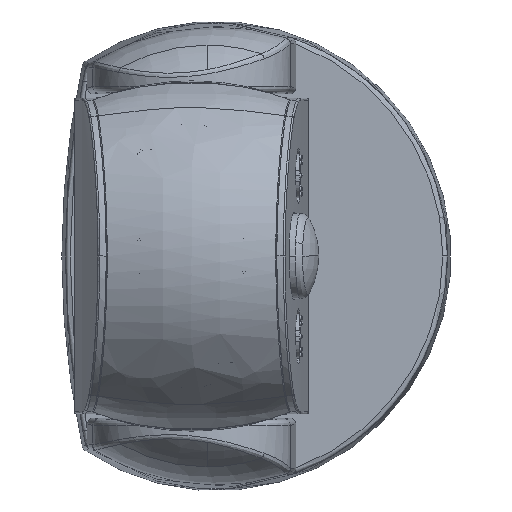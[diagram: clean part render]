
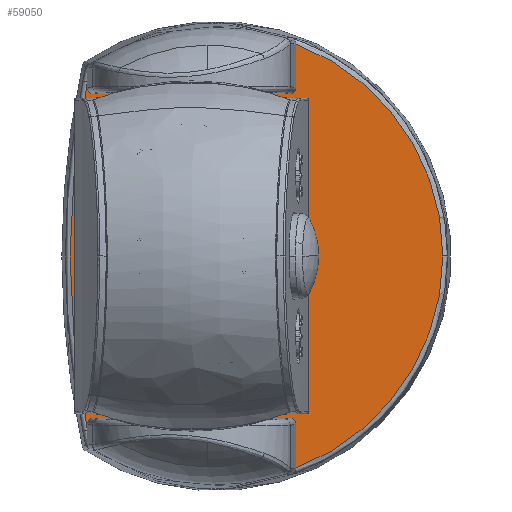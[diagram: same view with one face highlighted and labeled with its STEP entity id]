
A CAD part, front view. The second image highlights one B-rep face of the part: STEP entity #59050.
In plain terms, the highlighted face is planar.
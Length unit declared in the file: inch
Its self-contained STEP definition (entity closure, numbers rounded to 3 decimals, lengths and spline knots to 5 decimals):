
#2011 = CARTESIAN_POINT ( 'NONE',  ( 0.64827, 1.03346, -0.76969 ) ) ;
#3280 = CARTESIAN_POINT ( 'NONE',  ( 0.66459, 1.07282, -0.76969 ) ) ;
#4639 = CIRCLE ( 'NONE', #32485, 1.44397 ) ;
#5304 = DIRECTION ( 'NONE',  ( 0., 1., 0. ) ) ;
#5794 = ORIENTED_EDGE ( 'NONE', *, *, #53335, .F. ) ;
#6741 = EDGE_CURVE ( 'NONE', #55372, #68344, #18442, .T. ) ;
#11637 = AXIS2_PLACEMENT_3D ( 'NONE', #16773, #69551, #63585 ) ;
#11877 = EDGE_CURVE ( 'NONE', #39995, #26542, #54032, .T. ) ;
#12021 = CARTESIAN_POINT ( 'NONE',  ( 0.15846, 0., -0.76969 ) ) ;
#12378 = EDGE_CURVE ( 'NONE', #50252, #48471, #48964, .T. ) ;
#13947 = ORIENTED_EDGE ( 'NONE', *, *, #51811, .T. ) ;
#15490 = VERTEX_POINT ( 'NONE', #24702 ) ;
#16773 = CARTESIAN_POINT ( 'NONE',  ( 0.15846, 0., -0.76969 ) ) ;
#17452 = DIRECTION ( 'NONE',  ( -1., 0., 0. ) ) ;
#18442 =( BOUNDED_CURVE ( )  B_SPLINE_CURVE ( 3, ( #35862, #22806, #48200, #72409 ),
 .UNSPECIFIED., .F., .F. ) 
 B_SPLINE_CURVE_WITH_KNOTS ( ( 4, 4 ),
 ( 1.73603, 3.30637 ),
 .UNSPECIFIED. ) 
 CURVE ( )  GEOMETRIC_REPRESENTATION_ITEM ( )  RATIONAL_B_SPLINE_CURVE ( ( 1., 0.805, 0.805, 1. ) ) 
 REPRESENTATION_ITEM ( '' )  );
#18816 = DIRECTION ( 'NONE',  ( 1., 0., 0. ) ) ;
#19195 = CARTESIAN_POINT ( 'NONE',  ( 0.15846, 1.03346, -0.76969 ) ) ;
#20654 = AXIS2_PLACEMENT_3D ( 'NONE', #12021, #23925, #36557 ) ;
#21275 = LINE ( 'NONE', #45070, #55788 ) ;
#21672 = CARTESIAN_POINT ( 'NONE',  ( 4.87974, 0., -0.76969 ) ) ;
#22806 = CARTESIAN_POINT ( 'NONE',  ( 0.64827, -1.03346, -0.76969 ) ) ;
#23867 = CARTESIAN_POINT ( 'NONE',  ( -0.66459, 1.04976, -0.76969 ) ) ;
#23925 = DIRECTION ( 'NONE',  ( 0., 0., -1. ) ) ;
#24256 = CARTESIAN_POINT ( 'NONE',  ( -0.64827, 1.03346, -0.76969 ) ) ;
#24306 = CARTESIAN_POINT ( 'NONE',  ( 0.62518, -1.03346, -0.76969 ) ) ;
#24571 = EDGE_LOOP ( 'NONE', ( #35437, #13947, #29784, #28444, #5794, #69081, #39999, #77747, #29898, #24658, #75781, #54006, #76019 ) ) ;
#24658 = ORIENTED_EDGE ( 'NONE', *, *, #27384, .F. ) ;
#24666 = VERTEX_POINT ( 'NONE', #35787 ) ;
#24702 = CARTESIAN_POINT ( 'NONE',  ( -0.66459, 1.07282, -0.76969 ) ) ;
#24996 = CARTESIAN_POINT ( 'NONE',  ( 0.66459, -1.35237, -0.76969 ) ) ;
#26247 = CARTESIAN_POINT ( 'NONE',  ( 0.66459, 1.07282, -0.76969 ) ) ;
#26447 = DIRECTION ( 'NONE',  ( 0., 0., 1. ) ) ;
#26542 = VERTEX_POINT ( 'NONE', #31073 ) ;
#27384 = EDGE_CURVE ( 'NONE', #72177, #26542, #21275, .T. ) ;
#28415 =( BOUNDED_CURVE ( )  B_SPLINE_CURVE ( 3, ( #56411, #2011, #55622, #26247 ),
 .UNSPECIFIED., .F., .T. ) 
 B_SPLINE_CURVE_WITH_KNOTS ( ( 4, 4 ),
 ( 1.73603, 3.30637 ),
 .UNSPECIFIED. ) 
 CURVE ( )  GEOMETRIC_REPRESENTATION_ITEM ( )  RATIONAL_B_SPLINE_CURVE ( ( 1., 0.805, 0.805, 1. ) ) 
 REPRESENTATION_ITEM ( '' )  );
#28444 = ORIENTED_EDGE ( 'NONE', *, *, #72860, .F. ) ;
#29784 = ORIENTED_EDGE ( 'NONE', *, *, #68286, .T. ) ;
#29840 = FACE_OUTER_BOUND ( 'NONE', #24571, .T. ) ;
#29898 = ORIENTED_EDGE ( 'NONE', *, *, #11877, .T. ) ;
#31073 = CARTESIAN_POINT ( 'NONE',  ( -0.66459, -1.10882, -0.76969 ) ) ;
#31493 = EDGE_CURVE ( 'NONE', #15490, #39995, #77943, .T. ) ;
#31538 = CARTESIAN_POINT ( 'NONE',  ( 0.15846, -1.03346, -0.76969 ) ) ;
#32315 = CARTESIAN_POINT ( 'NONE',  ( -0.62518, 1.03346, -0.76969 ) ) ;
#32485 = AXIS2_PLACEMENT_3D ( 'NONE', #60683, #41623, #17452 ) ;
#35243 = VERTEX_POINT ( 'NONE', #71694 ) ;
#35437 = ORIENTED_EDGE ( 'NONE', *, *, #72891, .T. ) ;
#35620 = VERTEX_POINT ( 'NONE', #42592 ) ;
#35787 = CARTESIAN_POINT ( 'NONE',  ( 1.60244, 0., -0.76969 ) ) ;
#35862 = CARTESIAN_POINT ( 'NONE',  ( 0.62518, -1.03346, -0.76969 ) ) ;
#36499 = CARTESIAN_POINT ( 'NONE',  ( -0.66459, 1.07282, -0.76969 ) ) ;
#36557 = DIRECTION ( 'NONE',  ( 0., -1., 0. ) ) ;
#36903 = CIRCLE ( 'NONE', #11637, 1.44397 ) ;
#38293 = LINE ( 'NONE', #31538, #46289 ) ;
#39873 = CARTESIAN_POINT ( 'NONE',  ( 0.66459, 0., -0.76969 ) ) ;
#39887 = DIRECTION ( 'NONE',  ( -1., 0., 0. ) ) ;
#39995 = VERTEX_POINT ( 'NONE', #59397 ) ;
#39999 = ORIENTED_EDGE ( 'NONE', *, *, #47252, .F. ) ;
#41071 = DIRECTION ( 'NONE',  ( 0., -1., 0. ) ) ;
#41623 = DIRECTION ( 'NONE',  ( 0., 0., 1. ) ) ;
#41797 = CARTESIAN_POINT ( 'NONE',  ( -0.66459, 0., -0.76969 ) ) ;
#42585 = CARTESIAN_POINT ( 'NONE',  ( 0.62518, 1.03346, -0.76969 ) ) ;
#42592 = CARTESIAN_POINT ( 'NONE',  ( -0.62518, -1.03346, -0.76969 ) ) ;
#43606 = CARTESIAN_POINT ( 'NONE',  ( -0.66459, -1.04976, -0.76969 ) ) ;
#44527 = VERTEX_POINT ( 'NONE', #24996 ) ;
#45070 = CARTESIAN_POINT ( 'NONE',  ( -0.66459, 0., -0.76969 ) ) ;
#46289 = VECTOR ( 'NONE', #55801, 39.37008 ) ;
#47252 = EDGE_CURVE ( 'NONE', #15490, #50252, #75663, .T. ) ;
#48200 = CARTESIAN_POINT ( 'NONE',  ( 0.66459, -1.04976, -0.76969 ) ) ;
#48471 = VERTEX_POINT ( 'NONE', #42585 ) ;
#48813 = CARTESIAN_POINT ( 'NONE',  ( -0.66459, -1.07282, -0.76969 ) ) ;
#48964 = LINE ( 'NONE', #19195, #57965 ) ;
#50252 = VERTEX_POINT ( 'NONE', #32315 ) ;
#51811 = EDGE_CURVE ( 'NONE', #44527, #24666, #36903, .T. ) ;
#52086 = CARTESIAN_POINT ( 'NONE',  ( -0.66459, -1.07282, -0.76969 ) ) ;
#52190 = DIRECTION ( 'NONE',  ( 0., 1., 0. ) ) ;
#53335 = EDGE_CURVE ( 'NONE', #48471, #72027, #28415, .T. ) ;
#54006 = ORIENTED_EDGE ( 'NONE', *, *, #62988, .T. ) ;
#54032 = CIRCLE ( 'NONE', #74302, 5.65411 ) ;
#55372 = VERTEX_POINT ( 'NONE', #24306 ) ;
#55622 = CARTESIAN_POINT ( 'NONE',  ( 0.66459, 1.04976, -0.76969 ) ) ;
#55788 = VECTOR ( 'NONE', #63712, 39.37008 ) ;
#55801 = DIRECTION ( 'NONE',  ( 1., 0., 0. ) ) ;
#56411 = CARTESIAN_POINT ( 'NONE',  ( 0.62518, 1.03346, -0.76969 ) ) ;
#57748 = LINE ( 'NONE', #39873, #78593 ) ;
#57965 = VECTOR ( 'NONE', #18816, 39.37008 ) ;
#58765 = VECTOR ( 'NONE', #5304, 39.37008 ) ;
#59050 = ADVANCED_FACE ( 'NONE', ( #29840 ), #78278, .F. ) ;
#59397 = CARTESIAN_POINT ( 'NONE',  ( -0.66459, 1.10882, -0.76969 ) ) ;
#59703 =( BOUNDED_CURVE ( )  B_SPLINE_CURVE ( 3, ( #48813, #43606, #67830, #61874 ),
 .UNSPECIFIED., .F., .T. ) 
 B_SPLINE_CURVE_WITH_KNOTS ( ( 4, 4 ),
 ( 2.97682, 4.54716 ),
 .UNSPECIFIED. ) 
 CURVE ( )  GEOMETRIC_REPRESENTATION_ITEM ( )  RATIONAL_B_SPLINE_CURVE ( ( 1., 0.805, 0.805, 1. ) ) 
 REPRESENTATION_ITEM ( '' )  );
#60683 = CARTESIAN_POINT ( 'NONE',  ( 0.15846, 0., -0.76969 ) ) ;
#60794 = VECTOR ( 'NONE', #41071, 39.37008 ) ;
#61874 = CARTESIAN_POINT ( 'NONE',  ( -0.62518, -1.03346, -0.76969 ) ) ;
#62988 = EDGE_CURVE ( 'NONE', #35620, #55372, #38293, .T. ) ;
#63585 = DIRECTION ( 'NONE',  ( -1., 0., 0. ) ) ;
#63712 = DIRECTION ( 'NONE',  ( 0., -1., 0. ) ) ;
#64004 = EDGE_CURVE ( 'NONE', #72177, #35620, #59703, .T. ) ;
#66487 = LINE ( 'NONE', #77997, #60794 ) ;
#67830 = CARTESIAN_POINT ( 'NONE',  ( -0.64827, -1.03346, -0.76969 ) ) ;
#68286 = EDGE_CURVE ( 'NONE', #24666, #35243, #4639, .T. ) ;
#68344 = VERTEX_POINT ( 'NONE', #77358 ) ;
#69081 = ORIENTED_EDGE ( 'NONE', *, *, #12378, .F. ) ;
#69551 = DIRECTION ( 'NONE',  ( 0., 0., 1. ) ) ;
#71694 = CARTESIAN_POINT ( 'NONE',  ( 0.66459, 1.35237, -0.76969 ) ) ;
#72027 = VERTEX_POINT ( 'NONE', #3280 ) ;
#72177 = VERTEX_POINT ( 'NONE', #52086 ) ;
#72409 = CARTESIAN_POINT ( 'NONE',  ( 0.66459, -1.07282, -0.76969 ) ) ;
#72860 = EDGE_CURVE ( 'NONE', #72027, #35243, #57748, .T. ) ;
#72891 = EDGE_CURVE ( 'NONE', #68344, #44527, #66487, .T. ) ;
#73050 = CARTESIAN_POINT ( 'NONE',  ( -0.62518, 1.03346, -0.76969 ) ) ;
#74302 = AXIS2_PLACEMENT_3D ( 'NONE', #21672, #26447, #39887 ) ;
#75663 =( BOUNDED_CURVE ( )  B_SPLINE_CURVE ( 3, ( #36499, #23867, #24256, #73050 ),
 .UNSPECIFIED., .F., .T. ) 
 B_SPLINE_CURVE_WITH_KNOTS ( ( 4, 4 ),
 ( 2.97682, 4.54716 ),
 .UNSPECIFIED. ) 
 CURVE ( )  GEOMETRIC_REPRESENTATION_ITEM ( )  RATIONAL_B_SPLINE_CURVE ( ( 1., 0.805, 0.805, 1. ) ) 
 REPRESENTATION_ITEM ( '' )  );
#75781 = ORIENTED_EDGE ( 'NONE', *, *, #64004, .T. ) ;
#76019 = ORIENTED_EDGE ( 'NONE', *, *, #6741, .T. ) ;
#77358 = CARTESIAN_POINT ( 'NONE',  ( 0.66459, -1.07282, -0.76969 ) ) ;
#77747 = ORIENTED_EDGE ( 'NONE', *, *, #31493, .T. ) ;
#77943 = LINE ( 'NONE', #41797, #58765 ) ;
#77997 = CARTESIAN_POINT ( 'NONE',  ( 0.66459, 0., -0.76969 ) ) ;
#78278 = PLANE ( 'NONE',  #20654 ) ;
#78593 = VECTOR ( 'NONE', #52190, 39.37008 ) ;
